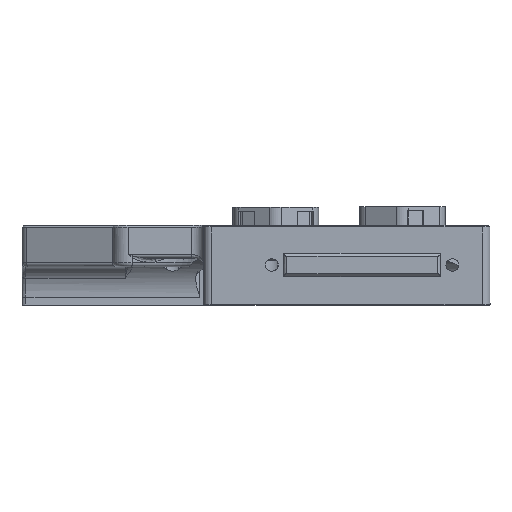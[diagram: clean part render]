
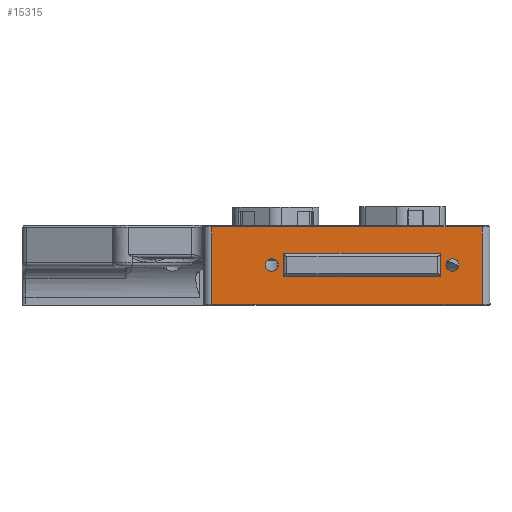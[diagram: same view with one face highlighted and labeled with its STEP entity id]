
A CAD part, top view. The second image highlights one B-rep face of the part: STEP entity #15315.
In plain terms, the highlighted planar face has unit normal (0, 0, 1).
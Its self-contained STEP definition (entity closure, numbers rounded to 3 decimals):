
#653=CIRCLE('',#16504,1.6);
#654=CIRCLE('',#16505,1.6);
#941=FACE_BOUND('',#2574,.T.);
#942=FACE_BOUND('',#2575,.T.);
#943=FACE_BOUND('',#2576,.T.);
#1688=FACE_OUTER_BOUND('',#2573,.T.);
#2573=EDGE_LOOP('',(#13400,#13401,#13402,#13403));
#2574=EDGE_LOOP('',(#13404,#13405,#13406,#13407));
#2575=EDGE_LOOP('',(#13408));
#2576=EDGE_LOOP('',(#13409));
#4220=LINE('',#25346,#5901);
#4260=LINE('',#25459,#5941);
#4261=LINE('',#25463,#5942);
#4262=LINE('',#25464,#5943);
#4263=LINE('',#25467,#5944);
#4264=LINE('',#25469,#5945);
#4265=LINE('',#25471,#5946);
#4266=LINE('',#25472,#5947);
#5901=VECTOR('',#20260,10.);
#5941=VECTOR('',#20374,10.);
#5942=VECTOR('',#20379,10.);
#5943=VECTOR('',#20380,10.);
#5944=VECTOR('',#20381,10.);
#5945=VECTOR('',#20382,10.);
#5946=VECTOR('',#20383,10.);
#5947=VECTOR('',#20384,10.);
#7245=VERTEX_POINT('',#25342);
#7246=VERTEX_POINT('',#25344);
#7282=VERTEX_POINT('',#25458);
#7283=VERTEX_POINT('',#25462);
#7284=VERTEX_POINT('',#25465);
#7285=VERTEX_POINT('',#25466);
#7286=VERTEX_POINT('',#25468);
#7287=VERTEX_POINT('',#25470);
#7288=VERTEX_POINT('',#25473);
#7289=VERTEX_POINT('',#25475);
#9311=EDGE_CURVE('',#7246,#7245,#4220,.T.);
#9367=EDGE_CURVE('',#7282,#7245,#4260,.T.);
#9369=EDGE_CURVE('',#7283,#7246,#4261,.T.);
#9370=EDGE_CURVE('',#7282,#7283,#4262,.T.);
#9371=EDGE_CURVE('',#7284,#7285,#4263,.T.);
#9372=EDGE_CURVE('',#7285,#7286,#4264,.T.);
#9373=EDGE_CURVE('',#7286,#7287,#4265,.T.);
#9374=EDGE_CURVE('',#7287,#7284,#4266,.T.);
#9375=EDGE_CURVE('',#7288,#7288,#653,.T.);
#9376=EDGE_CURVE('',#7289,#7289,#654,.T.);
#13400=ORIENTED_EDGE('',*,*,#9311,.F.);
#13401=ORIENTED_EDGE('',*,*,#9369,.F.);
#13402=ORIENTED_EDGE('',*,*,#9370,.F.);
#13403=ORIENTED_EDGE('',*,*,#9367,.T.);
#13404=ORIENTED_EDGE('',*,*,#9371,.T.);
#13405=ORIENTED_EDGE('',*,*,#9372,.T.);
#13406=ORIENTED_EDGE('',*,*,#9373,.T.);
#13407=ORIENTED_EDGE('',*,*,#9374,.T.);
#13408=ORIENTED_EDGE('',*,*,#9375,.T.);
#13409=ORIENTED_EDGE('',*,*,#9376,.T.);
#14536=PLANE('',#16503);
#15315=ADVANCED_FACE('',(#1688,#941,#942,#943),#14536,.T.);
#16503=AXIS2_PLACEMENT_3D('',#25461,#20377,#20378);
#16504=AXIS2_PLACEMENT_3D('',#25474,#20385,#20386);
#16505=AXIS2_PLACEMENT_3D('',#25476,#20387,#20388);
#20260=DIRECTION('',(1.,0.,0.));
#20374=DIRECTION('',(0.,1.,0.));
#20377=DIRECTION('center_axis',(0.,0.,
1.));
#20378=DIRECTION('ref_axis',(1.,0.,0.));
#20379=DIRECTION('',(0.,1.,0.));
#20380=DIRECTION('',(-1.,0.,0.));
#20381=DIRECTION('',(1.,0.,0.));
#20382=DIRECTION('',(0.,-1.,0.));
#20383=DIRECTION('',(-1.,0.,0.));
#20384=DIRECTION('',(0.,1.,0.));
#20385=DIRECTION('center_axis',(0.,0.,
-1.));
#20386=DIRECTION('ref_axis',(-1.,0.,0.));
#20387=DIRECTION('center_axis',(0.,0.,
-1.));
#20388=DIRECTION('ref_axis',(-1.,0.,0.));
#25342=CARTESIAN_POINT('',(82.999,-18.4,-58.096));
#25344=CARTESIAN_POINT('',(14.8,-18.4,-58.096));
#25346=CARTESIAN_POINT('',(21.399,-18.4,-58.096));
#25458=CARTESIAN_POINT('',(82.999,-38.,-58.096));
#25459=CARTESIAN_POINT('',(82.999,-38.,-58.096));
#25461=CARTESIAN_POINT('Origin',(15.8,-38.,-58.096));
#25462=CARTESIAN_POINT('',(14.8,-38.,-58.096));
#25463=CARTESIAN_POINT('',(14.8,-28.,-58.096));
#25464=CARTESIAN_POINT('',(69.499,-38.,-58.096));
#25465=CARTESIAN_POINT('',(32.999,-25.,-58.096));
#25466=CARTESIAN_POINT('',(72.499,-25.,-58.096));
#25467=CARTESIAN_POINT('',(44.149,-25.,-58.096));
#25468=CARTESIAN_POINT('',(72.499,-31.,-58.096));
#25469=CARTESIAN_POINT('',(72.499,-34.5,-58.096));
#25470=CARTESIAN_POINT('',(32.999,-31.,-58.096));
#25471=CARTESIAN_POINT('',(24.399,-31.,-58.096));
#25472=CARTESIAN_POINT('',(32.999,-31.5,-58.096));
#25473=CARTESIAN_POINT('',(77.099,-28.,-58.096));
#25474=CARTESIAN_POINT('Origin',(75.499,-28.,-58.096));
#25475=CARTESIAN_POINT('',(31.599,-28.,-58.096));
#25476=CARTESIAN_POINT('Origin',(29.999,-28.,-58.096));
